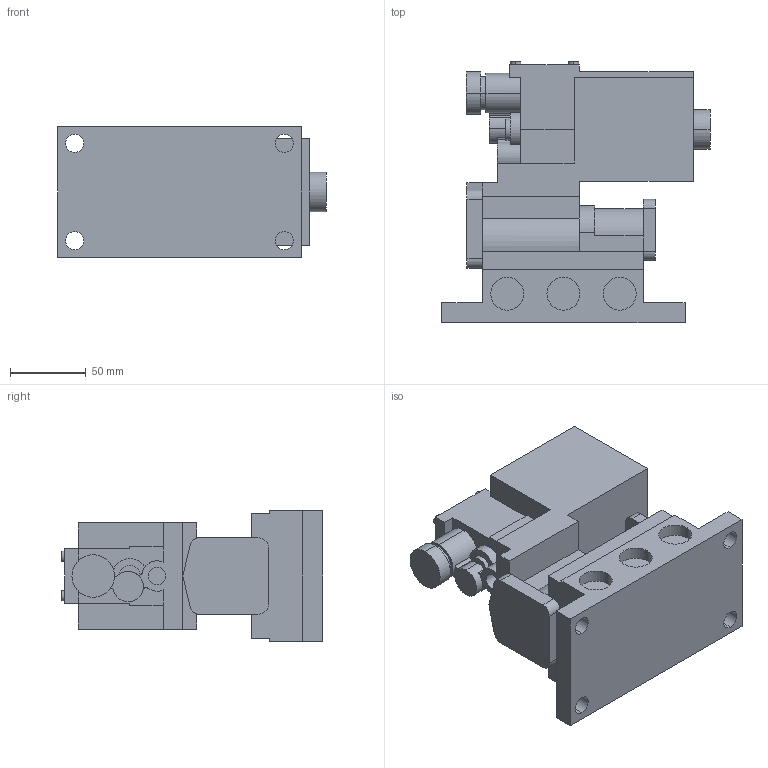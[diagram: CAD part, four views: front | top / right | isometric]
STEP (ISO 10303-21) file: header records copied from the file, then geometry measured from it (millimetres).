
FILE_DESCRIPTION (( 'STEP AP214' ), '1' );
FILE_NAME ('MVS2-15A.STEP', '2025-09-02T08:03:24', ( '' ), ( '' ), 'SwSTEP 2.0', 'SolidWorks 2023', '' );
FILE_SCHEMA (( 'AUTOMOTIVE_DESIGN' ));
Length unit declared in the file: millimetre
Products named in the file (1): MVS2-15A
Bounding box: 176.5 x 172 x 86 mm (x, y, z)
Volume: 1207652.3 mm3; surface area: 116916.4 mm2
Topology: 1 solids, 1 shells, 149 faces, 388 edges, 254 vertices
Faces by surface type: plane 86, cylinder 63
Entity records: 4633 total; most frequent: DIRECTION 832, CARTESIAN_POINT 792, ORIENTED_EDGE 776, EDGE_CURVE 388, AXIS2_PLACEMENT_3D 294, VERTEX_POINT 254, VECTOR 244, LINE 244
